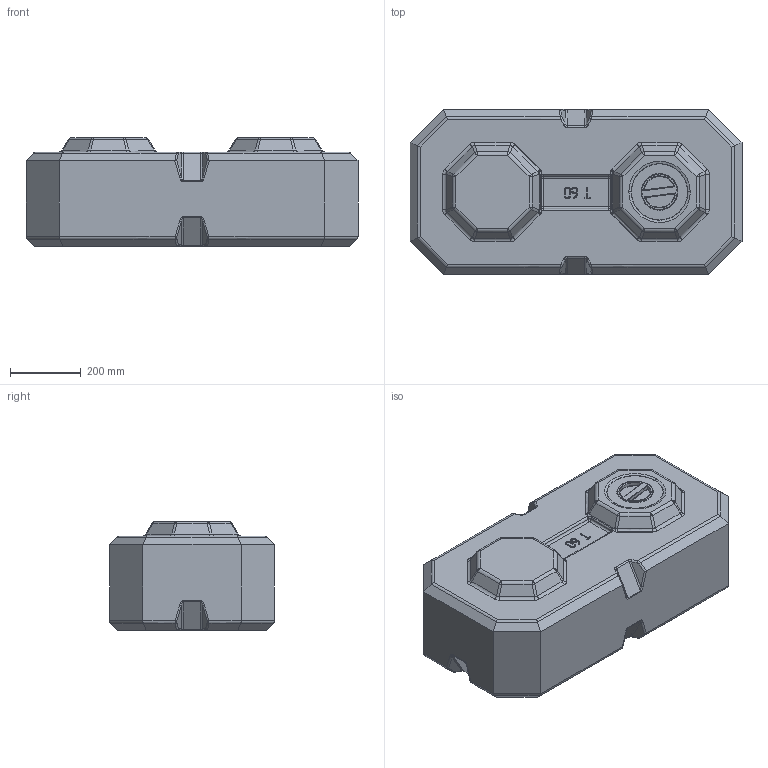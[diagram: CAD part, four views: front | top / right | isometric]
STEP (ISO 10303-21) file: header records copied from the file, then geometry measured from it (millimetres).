
FILE_DESCRIPTION(('FreeCAD Model'),'2;1');
FILE_NAME('Open CASCADE Shape Model','2025-05-08T07:51:09',('FreeCAD'),( 'FreeCAD'),'Open CASCADE STEP processor 7.6','FreeCAD','Unknown');
FILE_SCHEMA(('AUTOMOTIVE_DESIGN { 1 0 10303 214 1 1 1 1 }'));
Length unit declared in the file: millimetre
Products named in the file (1): Open CASCADE STEP translator 7.6 1
Bounding box: 938.46 x 466.28 x 308.1 mm (x, y, z)
Volume: 109556727.8 mm3; surface area: 1533412.8 mm2
Topology: 1 solids, 1 shells, 495 faces, 1180 edges, 663 vertices
Faces by surface type: bspline 495
Entity records: 18218 total; most frequent: CARTESIAN_POINT 11560, ORIENTED_EDGE 2288, EDGE_CURVE 1144, B_SPLINE_CURVE_WITH_KNOTS 862, VERTEX_POINT 663, FACE_BOUND 507, EDGE_LOOP 507, ADVANCED_FACE 495
